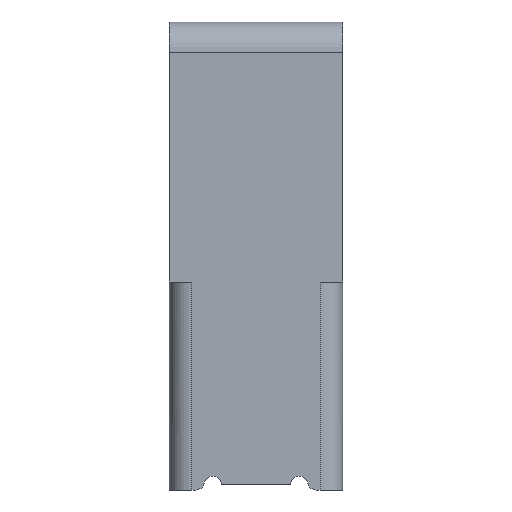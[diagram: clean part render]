
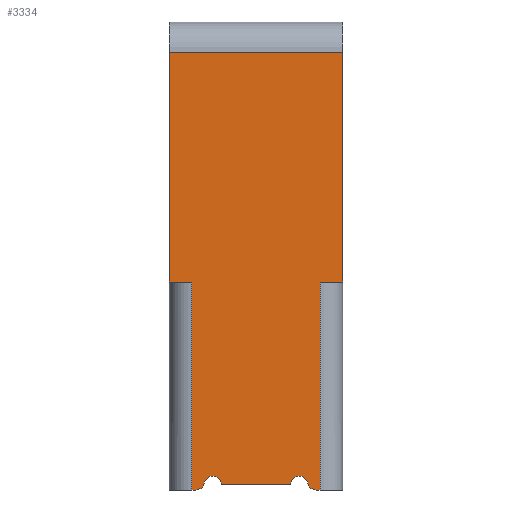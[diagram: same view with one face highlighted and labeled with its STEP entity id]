
A CAD part, front view. The second image highlights one B-rep face of the part: STEP entity #3334.
In plain terms, the highlighted planar face has unit normal (0, -1, 0).
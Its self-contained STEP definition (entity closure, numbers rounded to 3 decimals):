
#605=DIRECTION('',(0.,0.,1.));
#606=VECTOR('',#605,1.325);
#607=CARTESIAN_POINT('',(-0.5,0.,-1.5));
#608=LINE('',#607,#606);
#702=DIRECTION('',(0.,0.,1.));
#703=VECTOR('',#702,1.325);
#704=CARTESIAN_POINT('',(0.5,0.,-1.5));
#705=LINE('',#704,#703);
#1111=DIRECTION('',(0.,0.,-1.));
#1112=VECTOR('',#1111,1.2);
#1113=CARTESIAN_POINT('',(-0.37,0.,-1.5));
#1114=LINE('',#1113,#1112);
#1115=DIRECTION('',(-1.,0.,0.));
#1116=VECTOR('',#1115,0.13);
#1117=CARTESIAN_POINT('',(-0.37,0.,-1.5));
#1118=LINE('',#1117,#1116);
#1119=DIRECTION('',(1.,0.,0.));
#1120=VECTOR('',#1119,1.);
#1121=CARTESIAN_POINT('',(-0.5,0.,-0.175));
#1122=LINE('',#1121,#1120);
#1123=DIRECTION('',(-1.,0.,0.));
#1124=VECTOR('',#1123,0.13);
#1125=CARTESIAN_POINT('',(0.5,0.,-1.5));
#1126=LINE('',#1125,#1124);
#1127=DIRECTION('',(0.,0.,-1.));
#1128=VECTOR('',#1127,1.2);
#1129=CARTESIAN_POINT('',(0.37,0.,-1.5));
#1130=LINE('',#1129,#1128);
#1131=DIRECTION('',(-1.,0.,0.));
#1132=VECTOR('',#1131,0.022);
#1133=CARTESIAN_POINT('',(0.37,0.,-2.7));
#1134=LINE('',#1133,#1132);
#1135=CARTESIAN_POINT('',(0.348,0.,-2.65));
#1136=DIRECTION('',(0.,1.,0.));
#1137=DIRECTION('',(0.,0.,-1.));
#1138=AXIS2_PLACEMENT_3D('',#1135,#1136,#1137);
#1140=CARTESIAN_POINT('',(0.25,0.,-2.67));
#1141=DIRECTION('',(0.,1.,0.));
#1142=DIRECTION('',(-1.,0.,0.));
#1143=AXIS2_PLACEMENT_3D('',#1140,#1141,#1142);
#1145=DIRECTION('',(1.,0.,0.));
#1146=VECTOR('',#1145,0.4);
#1147=CARTESIAN_POINT('',(-0.2,0.,-2.67));
#1148=LINE('',#1147,#1146);
#1149=CARTESIAN_POINT('',(-0.25,0.,-2.67));
#1150=DIRECTION('',(0.,1.,0.));
#1151=DIRECTION('',(-0.98,0.,0.2));
#1152=AXIS2_PLACEMENT_3D('',#1149,#1150,#1151);
#1154=CARTESIAN_POINT('',(-0.348,0.,-2.65));
#1155=DIRECTION('',(0.,1.,0.));
#1156=DIRECTION('',(0.98,0.,-0.2));
#1157=AXIS2_PLACEMENT_3D('',#1154,#1155,#1156);
#1159=DIRECTION('',(-1.,0.,0.));
#1160=VECTOR('',#1159,0.022);
#1161=CARTESIAN_POINT('',(-0.348,0.,-2.7));
#1162=LINE('',#1161,#1160);
#1481=CARTESIAN_POINT('',(0.2,0.,-2.67));
#1483=VERTEX_POINT('',#1481);
#1485=CARTESIAN_POINT('',(0.299,0.,-2.66));
#1487=VERTEX_POINT('',#1485);
#1489=CARTESIAN_POINT('',(-0.299,0.,-2.66));
#1491=VERTEX_POINT('',#1489);
#1493=CARTESIAN_POINT('',(-0.2,0.,-2.67));
#1495=VERTEX_POINT('',#1493);
#1497=CARTESIAN_POINT('',(-0.37,0.,-1.5));
#1499=VERTEX_POINT('',#1497);
#1500=CARTESIAN_POINT('',(0.37,0.,-1.5));
#1502=VERTEX_POINT('',#1500);
#1504=CARTESIAN_POINT('',(0.348,0.,-2.7));
#1505=VERTEX_POINT('',#1504);
#1506=CARTESIAN_POINT('',(-0.348,0.,-2.7));
#1507=VERTEX_POINT('',#1506);
#1616=CARTESIAN_POINT('',(0.5,0.,-0.175));
#1618=VERTEX_POINT('',#1616);
#1620=CARTESIAN_POINT('',(-0.5,0.,-0.175));
#1621=VERTEX_POINT('',#1620);
#1660=CARTESIAN_POINT('',(0.5,0.,-1.5));
#1662=VERTEX_POINT('',#1660);
#1668=CARTESIAN_POINT('',(-0.5,0.,-1.5));
#1670=VERTEX_POINT('',#1668);
#1672=CARTESIAN_POINT('',(-0.37,0.,-2.7));
#1673=VERTEX_POINT('',#1672);
#1674=CARTESIAN_POINT('',(0.37,0.,-2.7));
#1675=VERTEX_POINT('',#1674);
#3307=CARTESIAN_POINT('',(0.5,0.,-2.7));
#3308=DIRECTION('',(0.,-1.,0.));
#3309=DIRECTION('',(0.,0.,1.));
#3310=AXIS2_PLACEMENT_3D('',#3307,#3308,#3309);
#3311=PLANE('',#3310);
#3312=ORIENTED_EDGE('',*,*,#2696,.F.);
#3313=ORIENTED_EDGE('',*,*,#2715,.T.);
#3314=ORIENTED_EDGE('',*,*,#2684,.T.);
#3316=ORIENTED_EDGE('',*,*,#3315,.T.);
#3317=ORIENTED_EDGE('',*,*,#2805,.F.);
#3318=ORIENTED_EDGE('',*,*,#2727,.T.);
#3319=ORIENTED_EDGE('',*,*,#2838,.T.);
#3320=ORIENTED_EDGE('',*,*,#3302,.T.);
#3322=ORIENTED_EDGE('',*,*,#3321,.T.);
#3324=ORIENTED_EDGE('',*,*,#3323,.F.);
#3326=ORIENTED_EDGE('',*,*,#3325,.F.);
#3328=ORIENTED_EDGE('',*,*,#3327,.F.);
#3330=ORIENTED_EDGE('',*,*,#3329,.T.);
#3331=ORIENTED_EDGE('',*,*,#3275,.T.);
#3332=EDGE_LOOP('',(#3312,#3313,#3314,#3316,#3317,#3318,#3319,#3320,#3322,#3324,
#3326,#3328,#3330,#3331));
#3333=FACE_OUTER_BOUND('',#3332,.F.);
#1139=CIRCLE('',#1138,0.05);
#1144=CIRCLE('',#1143,0.05);
#1153=CIRCLE('',#1152,0.05);
#1158=CIRCLE('',#1157,0.05);
#2684=EDGE_CURVE('',#1670,#1621,#608,.T.);
#2696=EDGE_CURVE('',#1499,#1673,#1114,.T.);
#2715=EDGE_CURVE('',#1499,#1670,#1118,.T.);
#2727=EDGE_CURVE('',#1662,#1502,#1126,.T.);
#2805=EDGE_CURVE('',#1662,#1618,#705,.T.);
#2838=EDGE_CURVE('',#1502,#1675,#1130,.T.);
#3275=EDGE_CURVE('',#1507,#1673,#1162,.T.);
#3302=EDGE_CURVE('',#1675,#1505,#1134,.T.);
#3315=EDGE_CURVE('',#1621,#1618,#1122,.T.);
#3321=EDGE_CURVE('',#1505,#1487,#1139,.T.);
#3323=EDGE_CURVE('',#1483,#1487,#1144,.T.);
#3325=EDGE_CURVE('',#1495,#1483,#1148,.T.);
#3327=EDGE_CURVE('',#1491,#1495,#1153,.T.);
#3329=EDGE_CURVE('',#1491,#1507,#1158,.T.);
#3334=ADVANCED_FACE('',(#3333),#3311,.T.);
